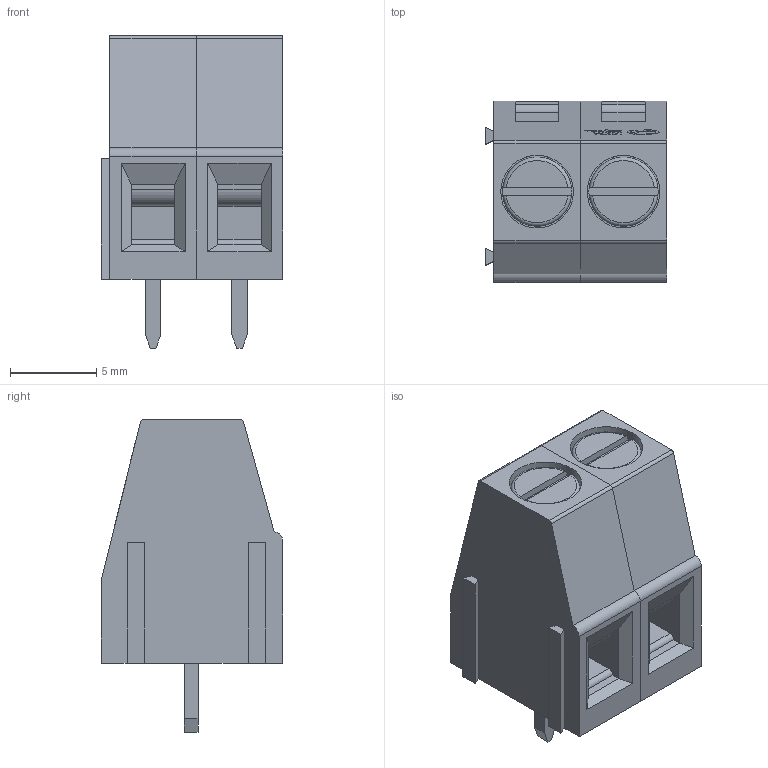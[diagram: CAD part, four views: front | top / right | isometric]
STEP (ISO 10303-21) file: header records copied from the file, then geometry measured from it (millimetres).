
FILE_DESCRIPTION (( 'STEP AP214' ), '1' );
FILE_NAME ('CONN-TH_2P-L10.0-W10.3-H14.1-P5.0.step', '2022-08-08T02:32:08', ( '' ), ( '' ), 'SwSTEP 2.0', 'SolidWorks 2020', '' );
FILE_SCHEMA (( 'AUTOMOTIVE_DESIGN' ));
Length unit declared in the file: millimetre
Products named in the file (1): CONN-TH_2P-L10.0-W10.3-H14.1-P5.0
Bounding box: 10.5 x 10.5 x 18.1 mm (x, y, z)
Volume: 1197.4 mm3; surface area: 1283.7 mm2
Topology: 17 solids, 17 shells, 499 faces, 1317 edges, 874 vertices
Faces by surface type: plane 349, bspline 126, cylinder 20, torus 4
Entity records: 22854 total; most frequent: CARTESIAN_POINT 5633, ORIENTED_EDGE 2634, DIRECTION 1853, EDGE_CURVE 1317, VECTOR 1001, LINE 1001, VERTEX_POINT 874, EDGE_LOOP 533
